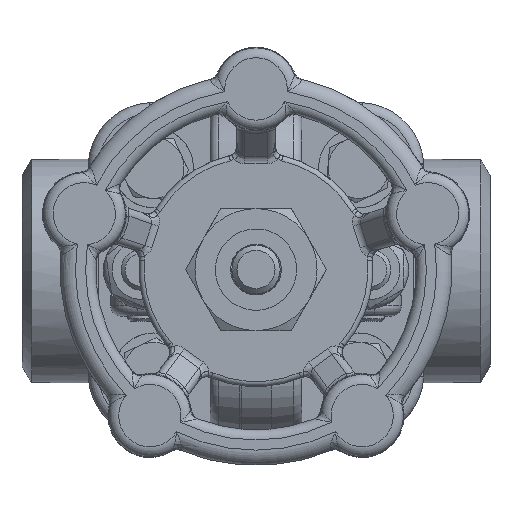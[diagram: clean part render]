
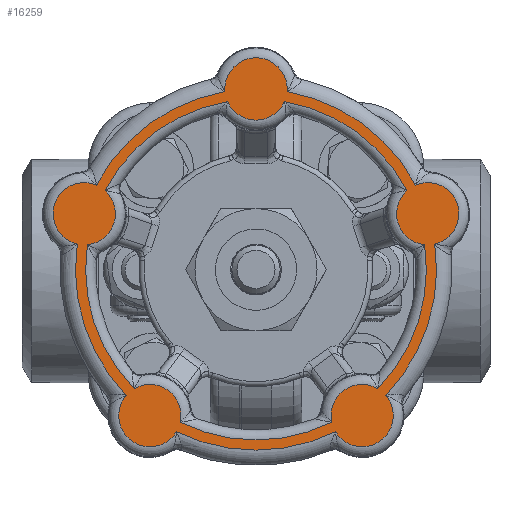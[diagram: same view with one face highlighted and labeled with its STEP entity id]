
A CAD part, top view. The second image highlights one B-rep face of the part: STEP entity #16259.
In plain terms, the highlighted planar face has unit normal (0, 0, 1).
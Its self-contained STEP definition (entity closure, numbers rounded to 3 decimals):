
#2498=PLANE('',#18215);
#3094=FACE_BOUND('',#5444,.T.);
#3986=FACE_OUTER_BOUND('',#5443,.T.);
#5443=EDGE_LOOP('',(#14176,#14177,#14178,#14179,#14180,#14181,#14182,#14183,
#14184,#14185));
#5444=EDGE_LOOP('',(#14186,#14187,#14188,#14189,#14190,#14191,#14192,#14193,
#14194,#14195));
#6415=CIRCLE('',#17970,6.124);
#6433=CIRCLE('',#17999,6.124);
#6534=CIRCLE('',#18153,6.124);
#6553=CIRCLE('',#18183,6.124);
#6572=CIRCLE('',#18213,6.124);
#6574=CIRCLE('',#18216,35.5);
#6575=CIRCLE('',#18217,35.5);
#6576=CIRCLE('',#18218,35.5);
#6577=CIRCLE('',#18219,6.124);
#6578=CIRCLE('',#18220,35.5);
#6579=CIRCLE('',#18221,35.5);
#6580=CIRCLE('',#18222,33.5);
#6581=CIRCLE('',#18223,6.124);
#6582=CIRCLE('',#18224,33.5);
#6583=CIRCLE('',#18225,6.124);
#6584=CIRCLE('',#18226,33.5);
#6585=CIRCLE('',#18227,6.124);
#6586=CIRCLE('',#18228,33.5);
#6587=CIRCLE('',#18229,6.124);
#6588=CIRCLE('',#18230,33.5);
#7851=VERTEX_POINT('',#29861);
#7853=VERTEX_POINT('',#29872);
#7881=VERTEX_POINT('',#30133);
#7882=VERTEX_POINT('',#30142);
#8057=VERTEX_POINT('',#31939);
#8059=VERTEX_POINT('',#31949);
#8088=VERTEX_POINT('',#32218);
#8090=VERTEX_POINT('',#32228);
#8119=VERTEX_POINT('',#32497);
#8121=VERTEX_POINT('',#32507);
#8123=VERTEX_POINT('',#32522);
#8124=VERTEX_POINT('',#32524);
#8125=VERTEX_POINT('',#32528);
#8126=VERTEX_POINT('',#32530);
#8127=VERTEX_POINT('',#32532);
#8128=VERTEX_POINT('',#32534);
#8129=VERTEX_POINT('',#32536);
#8130=VERTEX_POINT('',#32538);
#8131=VERTEX_POINT('',#32540);
#8132=VERTEX_POINT('',#32542);
#9793=EDGE_CURVE('',#7853,#7851,#6415,.T.);
#9837=EDGE_CURVE('',#7881,#7882,#6433,.T.);
#10099=EDGE_CURVE('',#8057,#8059,#6534,.T.);
#10145=EDGE_CURVE('',#8088,#8090,#6553,.T.);
#10191=EDGE_CURVE('',#8119,#8121,#6572,.T.);
#10194=EDGE_CURVE('',#8121,#8088,#6574,.T.);
#10195=EDGE_CURVE('',#7882,#8119,#6575,.T.);
#10196=EDGE_CURVE('',#8123,#7881,#6576,.T.);
#10197=EDGE_CURVE('',#8124,#8123,#6577,.T.);
#10198=EDGE_CURVE('',#8059,#8124,#6578,.T.);
#10199=EDGE_CURVE('',#8090,#8057,#6579,.T.);
#10200=EDGE_CURVE('',#8125,#7853,#6580,.T.);
#10201=EDGE_CURVE('',#8126,#8125,#6581,.T.);
#10202=EDGE_CURVE('',#8127,#8126,#6582,.T.);
#10203=EDGE_CURVE('',#8128,#8127,#6583,.T.);
#10204=EDGE_CURVE('',#8129,#8128,#6584,.T.);
#10205=EDGE_CURVE('',#8130,#8129,#6585,.T.);
#10206=EDGE_CURVE('',#8131,#8130,#6586,.T.);
#10207=EDGE_CURVE('',#8132,#8131,#6587,.T.);
#10208=EDGE_CURVE('',#7851,#8132,#6588,.T.);
#14176=ORIENTED_EDGE('',*,*,#10194,.F.);
#14177=ORIENTED_EDGE('',*,*,#10191,.F.);
#14178=ORIENTED_EDGE('',*,*,#10195,.F.);
#14179=ORIENTED_EDGE('',*,*,#9837,.F.);
#14180=ORIENTED_EDGE('',*,*,#10196,.F.);
#14181=ORIENTED_EDGE('',*,*,#10197,.F.);
#14182=ORIENTED_EDGE('',*,*,#10198,.F.);
#14183=ORIENTED_EDGE('',*,*,#10099,.F.);
#14184=ORIENTED_EDGE('',*,*,#10199,.F.);
#14185=ORIENTED_EDGE('',*,*,#10145,.F.);
#14186=ORIENTED_EDGE('',*,*,#10200,.F.);
#14187=ORIENTED_EDGE('',*,*,#10201,.F.);
#14188=ORIENTED_EDGE('',*,*,#10202,.F.);
#14189=ORIENTED_EDGE('',*,*,#10203,.F.);
#14190=ORIENTED_EDGE('',*,*,#10204,.F.);
#14191=ORIENTED_EDGE('',*,*,#10205,.F.);
#14192=ORIENTED_EDGE('',*,*,#10206,.F.);
#14193=ORIENTED_EDGE('',*,*,#10207,.F.);
#14194=ORIENTED_EDGE('',*,*,#10208,.F.);
#14195=ORIENTED_EDGE('',*,*,#9793,.F.);
#16259=ADVANCED_FACE('',(#3986,#3094),#2498,.T.);
#17970=AXIS2_PLACEMENT_3D('',#29881,#21872,#21873);
#17999=AXIS2_PLACEMENT_3D('',#30143,#21934,#21935);
#18153=AXIS2_PLACEMENT_3D('',#31950,#22286,#22287);
#18183=AXIS2_PLACEMENT_3D('',#32229,#22350,#22351);
#18213=AXIS2_PLACEMENT_3D('',#32508,#22414,#22415);
#18215=AXIS2_PLACEMENT_3D('',#32519,#22418,#22419);
#18216=AXIS2_PLACEMENT_3D('',#32520,#22420,#22421);
#18217=AXIS2_PLACEMENT_3D('',#32521,#22422,#22423);
#18218=AXIS2_PLACEMENT_3D('',#32523,#22424,#22425);
#18219=AXIS2_PLACEMENT_3D('',#32525,#22426,#22427);
#18220=AXIS2_PLACEMENT_3D('',#32526,#22428,#22429);
#18221=AXIS2_PLACEMENT_3D('',#32527,#22430,#22431);
#18222=AXIS2_PLACEMENT_3D('',#32529,#22432,#22433);
#18223=AXIS2_PLACEMENT_3D('',#32531,#22434,#22435);
#18224=AXIS2_PLACEMENT_3D('',#32533,#22436,#22437);
#18225=AXIS2_PLACEMENT_3D('',#32535,#22438,#22439);
#18226=AXIS2_PLACEMENT_3D('',#32537,#22440,#22441);
#18227=AXIS2_PLACEMENT_3D('',#32539,#22442,#22443);
#18228=AXIS2_PLACEMENT_3D('',#32541,#22444,#22445);
#18229=AXIS2_PLACEMENT_3D('',#32543,#22446,#22447);
#18230=AXIS2_PLACEMENT_3D('',#32544,#22448,#22449);
#21872=DIRECTION('center_axis',(0.,0.,
-1.));
#21873=DIRECTION('ref_axis',(0.,-1.,0.));
#21934=DIRECTION('center_axis',(0.,0.,
-1.));
#21935=DIRECTION('ref_axis',(0.,1.,0.));
#22286=DIRECTION('center_axis',(0.,0.,
-1.));
#22287=DIRECTION('ref_axis',(-0.588,-0.809,0.));
#22350=DIRECTION('center_axis',(0.,0.,
-1.));
#22351=DIRECTION('ref_axis',(0.588,-0.809,0.));
#22414=DIRECTION('center_axis',(0.,0.,
-1.));
#22415=DIRECTION('ref_axis',(0.951,0.309,0.));
#22418=DIRECTION('center_axis',(0.,0.,
1.));
#22419=DIRECTION('ref_axis',(1.,0.,0.));
#22420=DIRECTION('center_axis',(0.,0.,
-1.));
#22421=DIRECTION('ref_axis',(-1.,0.,0.));
#22422=DIRECTION('center_axis',(0.,0.,
-1.));
#22423=DIRECTION('ref_axis',(-1.,0.,0.));
#22424=DIRECTION('center_axis',(0.,0.,
-1.));
#22425=DIRECTION('ref_axis',(-1.,0.,0.));
#22426=DIRECTION('center_axis',(0.,0.,
-1.));
#22427=DIRECTION('ref_axis',(-0.951,0.309,0.));
#22428=DIRECTION('center_axis',(0.,0.,
-1.));
#22429=DIRECTION('ref_axis',(-1.,0.,0.));
#22430=DIRECTION('center_axis',(0.,0.,
-1.));
#22431=DIRECTION('ref_axis',(-1.,0.,0.));
#22432=DIRECTION('center_axis',(0.,0.,
1.));
#22433=DIRECTION('ref_axis',(-1.,0.,0.));
#22434=DIRECTION('center_axis',(0.,0.,
-1.));
#22435=DIRECTION('ref_axis',(-0.951,-0.309,0.));
#22436=DIRECTION('center_axis',(0.,0.,
1.));
#22437=DIRECTION('ref_axis',(-1.,0.,0.));
#22438=DIRECTION('center_axis',(0.,0.,
-1.));
#22439=DIRECTION('ref_axis',(-0.588,0.809,0.));
#22440=DIRECTION('center_axis',(0.,0.,
1.));
#22441=DIRECTION('ref_axis',(-1.,0.,0.));
#22442=DIRECTION('center_axis',(0.,0.,
-1.));
#22443=DIRECTION('ref_axis',(0.588,0.809,0.));
#22444=DIRECTION('center_axis',(0.,0.,
1.));
#22445=DIRECTION('ref_axis',(-1.,0.,0.));
#22446=DIRECTION('center_axis',(0.,0.,
-1.));
#22447=DIRECTION('ref_axis',(0.951,-0.309,0.));
#22448=DIRECTION('center_axis',(0.,0.,
1.));
#22449=DIRECTION('ref_axis',(-1.,0.,0.));
#29861=CARTESIAN_POINT('',(-5.603,33.028,115.3));
#29872=CARTESIAN_POINT('',(5.603,33.028,115.3));
#29881=CARTESIAN_POINT('Origin',(0.,35.5,115.3));
#30133=CARTESIAN_POINT('',(-6.101,34.972,115.3));
#30142=CARTESIAN_POINT('',(6.101,34.972,115.3));
#30143=CARTESIAN_POINT('Origin',(0.,35.5,115.3));
#31939=CARTESIAN_POINT('',(-15.62,-31.879,115.3));
#31949=CARTESIAN_POINT('',(-25.492,-24.707,115.3));
#31950=CARTESIAN_POINT('Origin',(-20.866,-28.72,115.3));
#32218=CARTESIAN_POINT('',(25.492,-24.707,115.3));
#32228=CARTESIAN_POINT('',(15.62,-31.879,115.3));
#32229=CARTESIAN_POINT('Origin',(20.866,-28.72,115.3));
#32497=CARTESIAN_POINT('',(31.375,16.609,115.3));
#32507=CARTESIAN_POINT('',(35.145,5.005,115.3));
#32508=CARTESIAN_POINT('Origin',(33.763,10.97,115.3));
#32519=CARTESIAN_POINT('Origin',(31.5,0.,115.3));
#32520=CARTESIAN_POINT('Origin',(0.,0.,
115.3));
#32521=CARTESIAN_POINT('Origin',(0.,0.,
115.3));
#32522=CARTESIAN_POINT('',(-31.375,16.609,115.3));
#32523=CARTESIAN_POINT('Origin',(0.,0.,
115.3));
#32524=CARTESIAN_POINT('',(-35.145,5.005,115.3));
#32525=CARTESIAN_POINT('Origin',(-33.763,10.97,115.3));
#32526=CARTESIAN_POINT('Origin',(0.,0.,
115.3));
#32527=CARTESIAN_POINT('Origin',(0.,0.,
115.3));
#32528=CARTESIAN_POINT('',(29.68,15.535,115.3));
#32529=CARTESIAN_POINT('Origin',(0.,0.,
115.3));
#32530=CARTESIAN_POINT('',(33.143,4.878,115.3));
#32531=CARTESIAN_POINT('Origin',(33.763,10.97,115.3));
#32532=CARTESIAN_POINT('',(23.946,-23.427,115.3));
#32533=CARTESIAN_POINT('Origin',(0.,0.,
115.3));
#32534=CARTESIAN_POINT('',(14.881,-30.014,115.3));
#32535=CARTESIAN_POINT('Origin',(20.866,-28.72,115.3));
#32536=CARTESIAN_POINT('',(-14.881,-30.014,115.3));
#32537=CARTESIAN_POINT('Origin',(0.,0.,
115.3));
#32538=CARTESIAN_POINT('',(-23.946,-23.427,115.3));
#32539=CARTESIAN_POINT('Origin',(-20.866,-28.72,115.3));
#32540=CARTESIAN_POINT('',(-33.143,4.878,115.3));
#32541=CARTESIAN_POINT('Origin',(0.,0.,
115.3));
#32542=CARTESIAN_POINT('',(-29.68,15.535,115.3));
#32543=CARTESIAN_POINT('Origin',(-33.763,10.97,115.3));
#32544=CARTESIAN_POINT('Origin',(0.,0.,
115.3));
